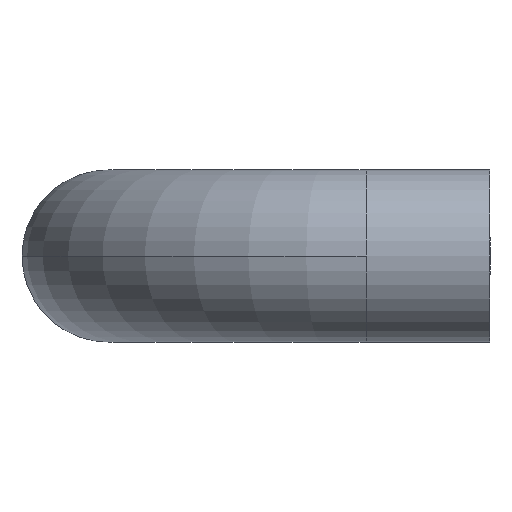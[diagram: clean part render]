
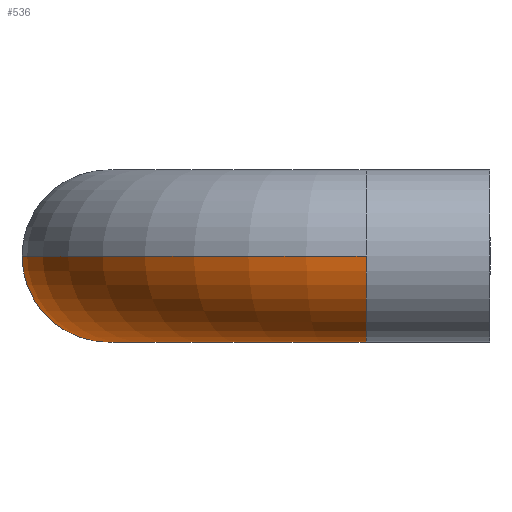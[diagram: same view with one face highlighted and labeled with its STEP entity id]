
A CAD part, left-side view. The second image highlights one B-rep face of the part: STEP entity #536.
In plain terms, the highlighted toroidal (fillet/blend) face has major radius 37.5 mm and minor radius 12.5 mm.
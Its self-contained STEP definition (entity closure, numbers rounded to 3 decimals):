
#40 = AXIS2_PLACEMENT_3D ( 'NONE', #173, #172, #171 ) ;
#92 = AXIS2_PLACEMENT_3D ( 'NONE', #273, #272, #271 ) ;
#93 = AXIS2_PLACEMENT_3D ( 'NONE', #276, #275, #274 ) ;
#133 = AXIS2_PLACEMENT_3D ( 'NONE', #1157, #1170, #1164 ) ;
#171 = DIRECTION ( 'NONE',  ( 0., 0., 1. ) ) ;
#172 = DIRECTION ( 'NONE',  ( 0., 1., 0. ) ) ;
#173 = CARTESIAN_POINT ( 'NONE',  ( -200., 18., 0. ) ) ;
#271 = DIRECTION ( 'NONE',  ( 0., 0., 1. ) ) ;
#272 = DIRECTION ( 'NONE',  ( 0., 1., 0. ) ) ;
#273 = CARTESIAN_POINT ( 'NONE',  ( -200., 18., 0. ) ) ;
#274 = DIRECTION ( 'NONE',  ( 0., 0., 1. ) ) ;
#275 = DIRECTION ( 'NONE',  ( 1., 0., 0. ) ) ;
#276 = CARTESIAN_POINT ( 'NONE',  ( -162.5, 55.5, 0. ) ) ;
#329 = ORIENTED_EDGE ( 'NONE', *, *, #589, .T. ) ;
#338 = EDGE_LOOP ( 'NONE', ( #329, #350, #360, #377, #370 ) ) ;
#350 = ORIENTED_EDGE ( 'NONE', *, *, #571, .T. ) ;
#359 = VERTEX_POINT ( 'NONE', #1028 ) ;
#360 = ORIENTED_EDGE ( 'NONE', *, *, #588, .F. ) ;
#361 = VERTEX_POINT ( 'NONE', #1010 ) ;
#370 = ORIENTED_EDGE ( 'NONE', *, *, #633, .T. ) ;
#377 = ORIENTED_EDGE ( 'NONE', *, *, #530, .F. ) ;
#422 = VERTEX_POINT ( 'NONE', #845 ) ;
#423 = VERTEX_POINT ( 'NONE', #828 ) ;
#426 = VERTEX_POINT ( 'NONE', #875 ) ;
#461 = CIRCLE ( 'NONE', #93, 12.5 ) ;
#463 = CIRCLE ( 'NONE', #92, 12.5 ) ;
#488 = CIRCLE ( 'NONE', #40, 12.5 ) ;
#530 = EDGE_CURVE ( 'NONE', #422, #359, #621, .T. ) ;
#536 = ADVANCED_FACE ( 'NONE', ( #780 ), #646, .T. ) ;
#571 = EDGE_CURVE ( 'NONE', #361, #426, #609, .T. ) ;
#588 = EDGE_CURVE ( 'NONE', #359, #426, #461, .T. ) ;
#589 = EDGE_CURVE ( 'NONE', #423, #361, #463, .T. ) ;
#609 = CIRCLE ( 'NONE', #133, 50. ) ;
#621 = CIRCLE ( 'NONE', #791, 25. ) ;
#633 = EDGE_CURVE ( 'NONE', #422, #423, #488, .T. ) ;
#646 = TOROIDAL_SURFACE ( 'NONE', #768, 37.5, 12.5 ) ;
#768 = AXIS2_PLACEMENT_3D ( 'NONE', #1088, #1087, #1086 ) ;
#780 = FACE_OUTER_BOUND ( 'NONE', #338, .T. ) ;
#791 = AXIS2_PLACEMENT_3D ( 'NONE', #1066, #1065, #1064 ) ;
#828 = CARTESIAN_POINT ( 'NONE',  ( -200., 18., -12.5 ) ) ;
#845 = CARTESIAN_POINT ( 'NONE',  ( -187.5, 18., 0. ) ) ;
#875 = CARTESIAN_POINT ( 'NONE',  ( -162.5, 68., 0. ) ) ;
#1010 = CARTESIAN_POINT ( 'NONE',  ( -212.5, 18., 0. ) ) ;
#1028 = CARTESIAN_POINT ( 'NONE',  ( -162.5, 43., 0. ) ) ;
#1064 = DIRECTION ( 'NONE',  ( -1., 0., 0. ) ) ;
#1065 = DIRECTION ( 'NONE',  ( 0., 0., -1. ) ) ;
#1066 = CARTESIAN_POINT ( 'NONE',  ( -162.5, 18., 0. ) ) ;
#1086 = DIRECTION ( 'NONE',  ( -1., 0., 0. ) ) ;
#1087 = DIRECTION ( 'NONE',  ( 0., 0., -1. ) ) ;
#1088 = CARTESIAN_POINT ( 'NONE',  ( -162.5, 18., 0. ) ) ;
#1157 = CARTESIAN_POINT ( 'NONE',  ( -162.5, 18., 0. ) ) ;
#1164 = DIRECTION ( 'NONE',  ( -1., 0., 0. ) ) ;
#1170 = DIRECTION ( 'NONE',  ( 0., 0., -1. ) ) ;
